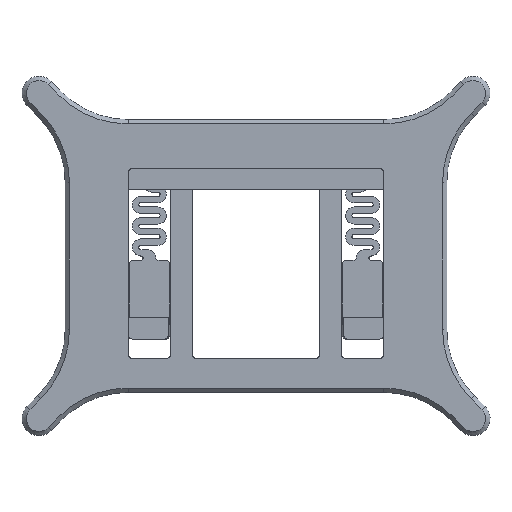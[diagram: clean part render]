
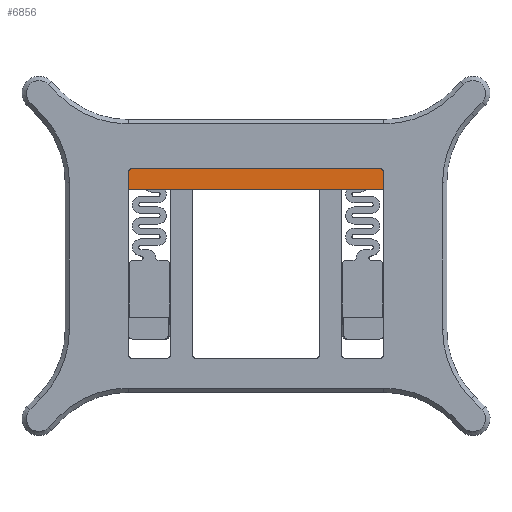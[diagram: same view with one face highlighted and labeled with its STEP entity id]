
A CAD part, top view. The second image highlights one B-rep face of the part: STEP entity #6856.
In plain terms, the highlighted planar face has unit normal (0, 0, 1).
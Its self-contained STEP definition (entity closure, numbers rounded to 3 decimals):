
#6418 = VERTEX_POINT('',#6419);
#6419 = CARTESIAN_POINT('',(30.,19.5,9.));
#6455 = VERTEX_POINT('',#6456);
#6456 = CARTESIAN_POINT('',(29.,20.5,9.));
#6462 = EDGE_CURVE('',#6455,#6418,#6463,.T.);
#6463 = CIRCLE('',#6464,1.);
#6464 = AXIS2_PLACEMENT_3D('',#6465,#6466,#6467);
#6465 = CARTESIAN_POINT('',(29.,19.5,9.));
#6466 = DIRECTION('',(0.,0.,-1.));
#6467 = DIRECTION('',(-1.,0.,0.));
#6502 = EDGE_CURVE('',#6418,#6503,#6505,.T.);
#6503 = VERTEX_POINT('',#6504);
#6504 = CARTESIAN_POINT('',(30.,15.5,9.));
#6505 = LINE('',#6506,#6507);
#6506 = CARTESIAN_POINT('',(30.,19.5,9.));
#6507 = VECTOR('',#6508,1.);
#6508 = DIRECTION('',(0.,-1.,-0.));
#6551 = VERTEX_POINT('',#6552);
#6552 = CARTESIAN_POINT('',(-30.,19.5,9.));
#6588 = VERTEX_POINT('',#6589);
#6589 = CARTESIAN_POINT('',(-29.,20.5,9.));
#6595 = EDGE_CURVE('',#6588,#6551,#6596,.T.);
#6596 = CIRCLE('',#6597,1.);
#6597 = AXIS2_PLACEMENT_3D('',#6598,#6599,#6600);
#6598 = CARTESIAN_POINT('',(-29.,19.5,9.));
#6599 = DIRECTION('',(0.,0.,1.));
#6600 = DIRECTION('',(1.,0.,0.));
#6635 = EDGE_CURVE('',#6551,#6636,#6638,.T.);
#6636 = VERTEX_POINT('',#6637);
#6637 = CARTESIAN_POINT('',(-30.,15.5,9.));
#6638 = LINE('',#6639,#6640);
#6639 = CARTESIAN_POINT('',(-30.,19.5,9.));
#6640 = VECTOR('',#6641,1.);
#6641 = DIRECTION('',(0.,-1.,0.));
#6784 = EDGE_CURVE('',#6588,#6455,#6785,.T.);
#6785 = LINE('',#6786,#6787);
#6786 = CARTESIAN_POINT('',(-29.,20.5,9.));
#6787 = VECTOR('',#6788,1.);
#6788 = DIRECTION('',(1.,0.,0.));
#6856 = ADVANCED_FACE('',(#6857),#6870,.T.);
#6857 = FACE_BOUND('',#6858,.T.);
#6858 = EDGE_LOOP('',(#6859,#6860,#6861,#6867,#6868,#6869));
#6859 = ORIENTED_EDGE('',*,*,#6595,.T.);
#6860 = ORIENTED_EDGE('',*,*,#6635,.T.);
#6861 = ORIENTED_EDGE('',*,*,#6862,.F.);
#6862 = EDGE_CURVE('',#6503,#6636,#6863,.T.);
#6863 = LINE('',#6864,#6865);
#6864 = CARTESIAN_POINT('',(0.,15.5,9.));
#6865 = VECTOR('',#6866,1.);
#6866 = DIRECTION('',(-1.,0.,0.));
#6867 = ORIENTED_EDGE('',*,*,#6502,.F.);
#6868 = ORIENTED_EDGE('',*,*,#6462,.F.);
#6869 = ORIENTED_EDGE('',*,*,#6784,.F.);
#6870 = PLANE('',#6871);
#6871 = AXIS2_PLACEMENT_3D('',#6872,#6873,#6874);
#6872 = CARTESIAN_POINT('',(0.,17.981,9.));
#6873 = DIRECTION('',(0.,0.,1.));
#6874 = DIRECTION('',(1.,0.,0.));
